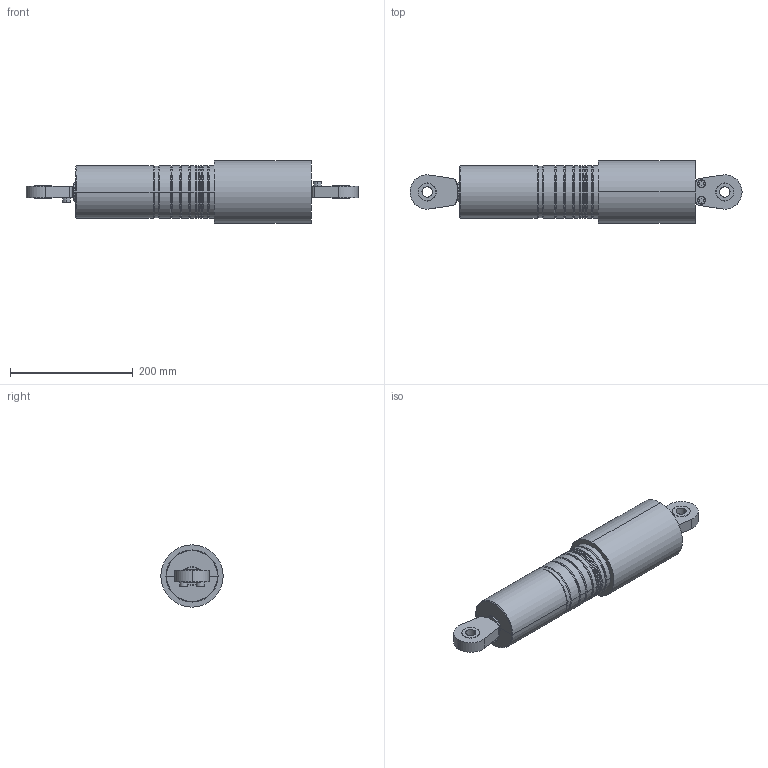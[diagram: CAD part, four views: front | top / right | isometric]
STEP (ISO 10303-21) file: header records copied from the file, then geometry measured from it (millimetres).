
FILE_DESCRIPTION(('STEP AP203'),'1');
FILE_NAME('431e10000.stp','2014-04-29T16:52:02',('TraceParts'),('TraceParts S.A.'),'XStep 1.0',' ',' ');
FILE_SCHEMA(('CONFIG_CONTROL_DESIGN'));
Length unit declared in the file: millimetre
Products named in the file (4): 1; 2; 3; 4
Bounding box: 541 x 101.6 x 101.6 mm (x, y, z)
Volume: 2405916.3 mm3; surface area: 212930.8 mm2
Topology: 4 solids, 4 shells, 186 faces, 491 edges, 323 vertices
Faces by surface type: cylinder 58, plane 56, torus 54, cone 10, sphere 8
Entity records: 6104 total; most frequent: DIRECTION 1172, CARTESIAN_POINT 1016, ORIENTED_EDGE 982, AXIS2_PLACEMENT_3D 497, EDGE_CURVE 491, VERTEX_POINT 323, CIRCLE 307, EDGE_LOOP 204
